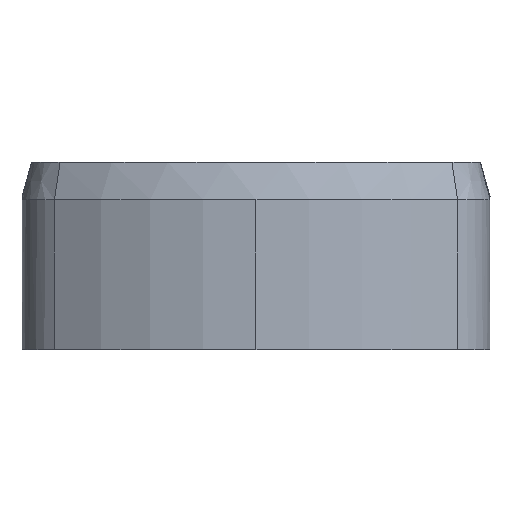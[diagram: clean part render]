
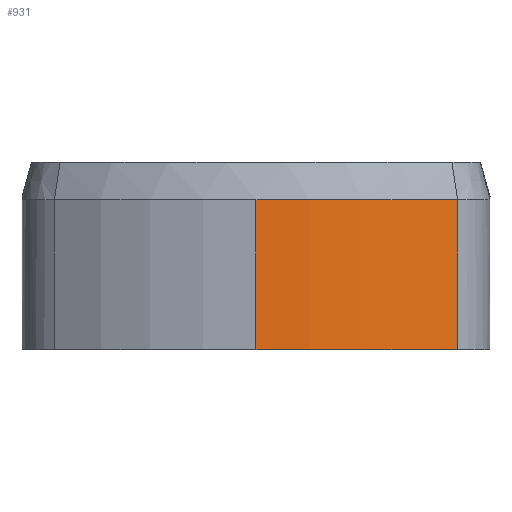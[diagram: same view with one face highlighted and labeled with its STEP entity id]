
A CAD part, left-side view. The second image highlights one B-rep face of the part: STEP entity #931.
In plain terms, the highlighted cylindrical face has radius 95 mm (diameter 190 mm), a partial arc.
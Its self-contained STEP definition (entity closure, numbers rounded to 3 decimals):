
#132 = VERTEX_POINT ( 'NONE', #2747 ) ;
#156 = AXIS2_PLACEMENT_3D ( 'NONE', #1667, #2742, #357 ) ;
#220 = EDGE_LOOP ( 'NONE', ( #826, #815, #2581, #963 ) ) ;
#316 = CARTESIAN_POINT ( 'NONE',  ( -43.204, 0., 45. ) ) ;
#357 = DIRECTION ( 'NONE',  ( 1., 0., 0. ) ) ;
#548 = LINE ( 'NONE', #572, #3294 ) ;
#570 = CYLINDRICAL_SURFACE ( 'NONE', #2557, 95. ) ;
#572 = CARTESIAN_POINT ( 'NONE',  ( -121.479, -53.833, 45. ) ) ;
#574 = EDGE_CURVE ( 'NONE', #1027, #1209, #2914, .T. ) ;
#815 = ORIENTED_EDGE ( 'NONE', *, *, #2164, .T. ) ;
#826 = ORIENTED_EDGE ( 'NONE', *, *, #574, .T. ) ;
#852 = DIRECTION ( 'NONE',  ( -1., 0., 0. ) ) ;
#870 = DIRECTION ( 'NONE',  ( 0., 0., -1. ) ) ;
#931 = ADVANCED_FACE ( 'NONE', ( #1145 ), #570, .T. ) ;
#933 = CARTESIAN_POINT ( 'NONE',  ( -43.204, 0., 40.043 ) ) ;
#963 = ORIENTED_EDGE ( 'NONE', *, *, #3321, .F. ) ;
#967 = CIRCLE ( 'NONE', #156, 95. ) ;
#1027 = VERTEX_POINT ( 'NONE', #2786 ) ;
#1032 = LINE ( 'NONE', #1807, #1725 ) ;
#1145 = FACE_OUTER_BOUND ( 'NONE', #220, .T. ) ;
#1209 = VERTEX_POINT ( 'NONE', #1599 ) ;
#1429 = AXIS2_PLACEMENT_3D ( 'NONE', #933, #3084, #2501 ) ;
#1448 = CARTESIAN_POINT ( 'NONE',  ( -138.204, 0., 0. ) ) ;
#1599 = CARTESIAN_POINT ( 'NONE',  ( -138.204, 0., 40.043 ) ) ;
#1609 = DIRECTION ( 'NONE',  ( 0., 0., -1. ) ) ;
#1667 = CARTESIAN_POINT ( 'NONE',  ( -43.204, 0., 0. ) ) ;
#1696 = VERTEX_POINT ( 'NONE', #1448 ) ;
#1725 = VECTOR ( 'NONE', #2646, 1000. ) ;
#1807 = CARTESIAN_POINT ( 'NONE',  ( -138.204, 0., 45. ) ) ;
#1809 = EDGE_CURVE ( 'NONE', #132, #1696, #967, .T. ) ;
#2164 = EDGE_CURVE ( 'NONE', #1209, #1696, #1032, .T. ) ;
#2501 = DIRECTION ( 'NONE',  ( 1., 0., 0. ) ) ;
#2557 = AXIS2_PLACEMENT_3D ( 'NONE', #316, #870, #852 ) ;
#2581 = ORIENTED_EDGE ( 'NONE', *, *, #1809, .F. ) ;
#2646 = DIRECTION ( 'NONE',  ( 0., 0., -1. ) ) ;
#2742 = DIRECTION ( 'NONE',  ( 0., 0., -1. ) ) ;
#2747 = CARTESIAN_POINT ( 'NONE',  ( -121.479, -53.833, 0. ) ) ;
#2786 = CARTESIAN_POINT ( 'NONE',  ( -121.479, -53.833, 40.043 ) ) ;
#2914 = CIRCLE ( 'NONE', #1429, 95. ) ;
#3084 = DIRECTION ( 'NONE',  ( 0., 0., -1. ) ) ;
#3294 = VECTOR ( 'NONE', #1609, 1000. ) ;
#3321 = EDGE_CURVE ( 'NONE', #1027, #132, #548, .T. ) ;
